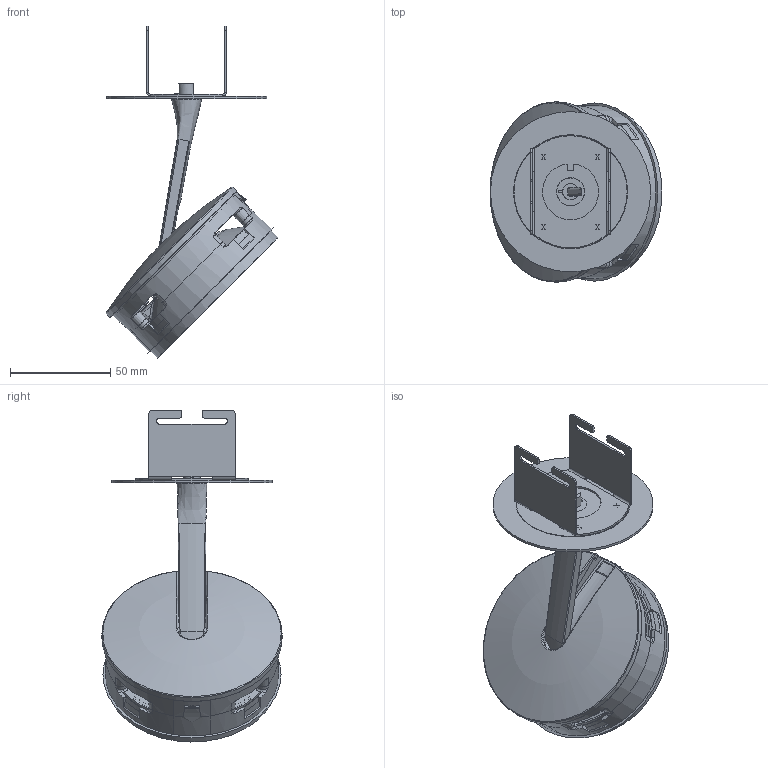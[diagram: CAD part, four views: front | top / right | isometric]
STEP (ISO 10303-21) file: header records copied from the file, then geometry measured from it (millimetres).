
FILE_DESCRIPTION(/* description */ ('This is a sample STEP configuration'),/* implementation_level */ '2;1');
FILE_NAME(/* name */ '540-0711xxxxxxxxx SIMPLE.ipt_Rev_00.1.stp',/* time_stamp */ '2023-04-17T13:33:44+02:00',/* author */ ('powerJobs'),/* organization */ ('coolOrange'),/* preprocessor_version */ 'ST-DEVELOPER v19.2',/* originating_system */ 'Autodesk Inventor 2023',/* authorisation */ '');
FILE_SCHEMA (('AUTOMOTIVE_DESIGN { 1 0 10303 214 3 1 1 }'));
Length unit declared in the file: millimetre
Products named in the file (1): ENG000026358
Bounding box: 85.8 x 90 x 165.76 mm (x, y, z)
Volume: 115824.6 mm3; surface area: 89752.5 mm2
Topology: 1 solids, 1 shells, 914 faces, 2388 edges, 1435 vertices
Faces by surface type: bspline 274, plane 270, cylinder 165, torus 96, cone 80, sphere 29
Full cylindrical faces by diameter (mm): 2 x1, 2.459 x4, 2.8 x2, 3.2 x2, 13.8 x1, 14 x1, 15 x1, 56.5 x1, 57 x1, 80 x1, 81 x1, 83 x1, 85 x1
Entity records: 36944 total; most frequent: CARTESIAN_POINT 16250, ORIENTED_EDGE 4732, DIRECTION 3805, EDGE_CURVE 2366, AXIS2_PLACEMENT_3D 1556, VERTEX_POINT 1435, EDGE_LOOP 949, FACE_OUTER_BOUND 914
